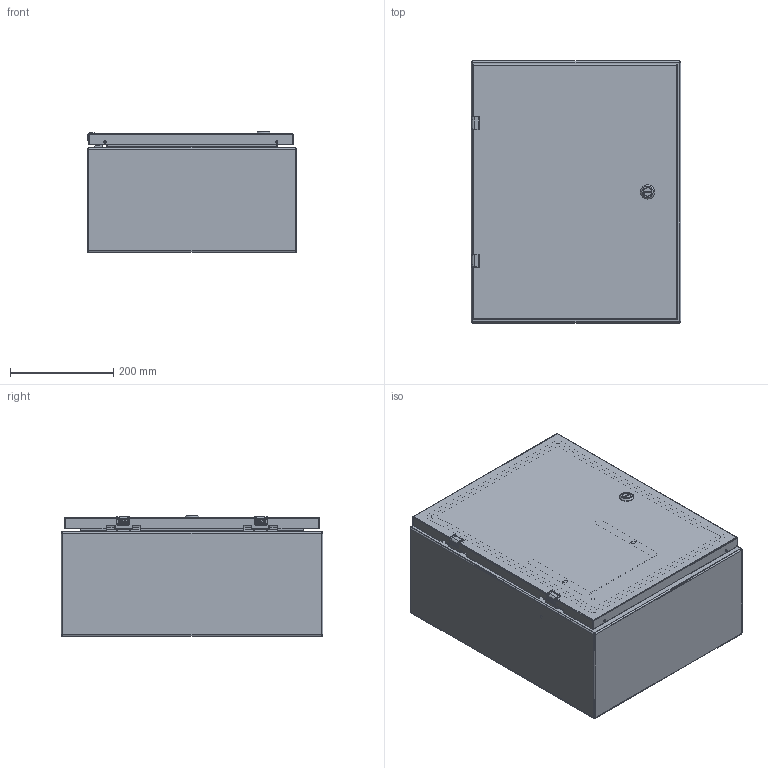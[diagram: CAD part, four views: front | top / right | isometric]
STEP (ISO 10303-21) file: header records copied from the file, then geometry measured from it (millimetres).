
FILE_DESCRIPTION (( 'STEP AP214' ), '1' );
FILE_NAME ('SCE-20EL1608LP.STEP', '2023-08-03T11:06:05', ( '' ), ( '' ), 'SwSTEP 2.0', 'SolidWorks 2021', '' );
FILE_SCHEMA (( 'AUTOMOTIVE_DESIGN' ));
Length unit declared in the file: inch
Products named in the file (1): SCE-20EL1608LP
Bounding box: 406.4 x 508 x 234.33 mm (x, y, z)
Volume: 2358718.1 mm3; surface area: 2259986.9 mm2
Topology: 24 solids, 24 shells, 1217 faces, 3155 edges, 1995 vertices
Faces by surface type: plane 544, cylinder 474, bspline 139, cone 36, torus 24
Full cylindrical faces by diameter (mm): 4.775 x4, 11.113 x4
Entity records: 43795 total; most frequent: CARTESIAN_POINT 14084, ORIENTED_EDGE 6230, DIRECTION 6037, EDGE_CURVE 3115, AXIS2_PLACEMENT_3D 2128, VERTEX_POINT 1995, VECTOR 1781, LINE 1781
